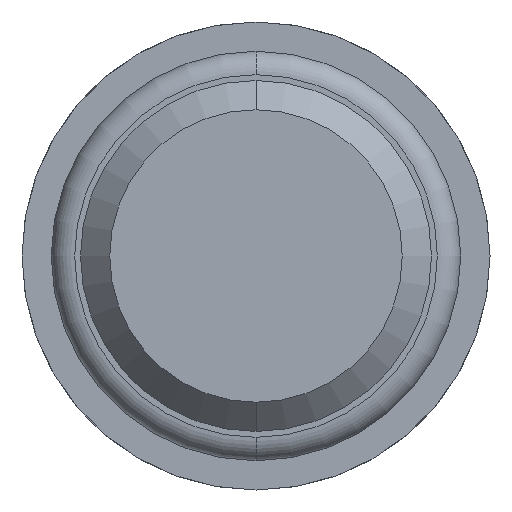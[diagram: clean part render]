
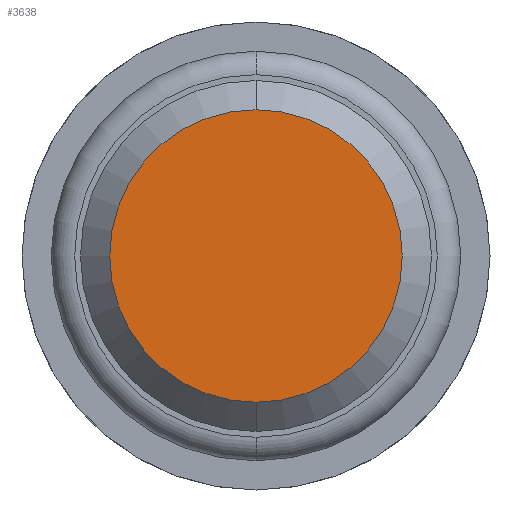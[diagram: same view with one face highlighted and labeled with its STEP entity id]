
A CAD part, front view. The second image highlights one B-rep face of the part: STEP entity #3638.
In plain terms, the highlighted planar face has unit normal (0, -1, 0).
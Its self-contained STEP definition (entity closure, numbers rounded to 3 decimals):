
#42 = ORIENTED_EDGE ( 'NONE', *, *, #3504, .T. ) ;
#583 = DIRECTION ( 'NONE',  ( 0., 0., 1. ) ) ;
#785 = FACE_OUTER_BOUND ( 'NONE', #1939, .T. ) ;
#853 = DIRECTION ( 'NONE',  ( 0., -1., 0. ) ) ;
#884 = DIRECTION ( 'NONE',  ( 0., -1., 0. ) ) ;
#1106 = DIRECTION ( 'NONE',  ( 0., 0., 1. ) ) ;
#1186 = VERTEX_POINT ( 'NONE', #1878 ) ;
#1539 = AXIS2_PLACEMENT_3D ( 'NONE', #5708, #884, #583 ) ;
#1878 = CARTESIAN_POINT ( 'NONE',  ( 0., -34.6, 1.25 ) ) ;
#1939 = EDGE_LOOP ( 'NONE', ( #42, #2345 ) ) ;
#2316 = CARTESIAN_POINT ( 'NONE',  ( 0., -34.6, 0. ) ) ;
#2345 = ORIENTED_EDGE ( 'NONE', *, *, #3061, .T. ) ;
#2784 = VERTEX_POINT ( 'NONE', #4303 ) ;
#3061 = EDGE_CURVE ( 'Defeature ausgef�hrt3_4+Defeature ausgef�hrt3_3+Defeature ausgef�hrt3_3+Defeature ausgef�hrt3_3', #2784, #1186, #3839, .T. ) ;
#3271 = DIRECTION ( 'NONE',  ( 0., 0., 1. ) ) ;
#3504 = EDGE_CURVE ( 'Defeature ausgef�hrt3_4+Defeature ausgef�hrt3_3+Defeature ausgef�hrt3_3+Defeature ausgef�hrt3_3', #1186, #2784, #4577, .T. ) ;
#3638 = ADVANCED_FACE ( 'Defeature ausgef�hrt3_4', ( #785 ), #5524, .F. ) ;
#3839 = CIRCLE ( 'NONE', #1539, 1.25 ) ;
#4303 = CARTESIAN_POINT ( 'NONE',  ( 0., -34.6, -1.25 ) ) ;
#4521 = CARTESIAN_POINT ( 'NONE',  ( 0., -34.6, 0. ) ) ;
#4577 = CIRCLE ( 'NONE', #5735, 1.25 ) ;
#4617 = AXIS2_PLACEMENT_3D ( 'NONE', #4521, #5026, #1106 ) ;
#5026 = DIRECTION ( 'NONE',  ( 0., 1., 0. ) ) ;
#5524 = PLANE ( 'NONE',  #4617 ) ;
#5708 = CARTESIAN_POINT ( 'NONE',  ( 0., -34.6, 0. ) ) ;
#5735 = AXIS2_PLACEMENT_3D ( 'NONE', #2316, #853, #3271 ) ;
